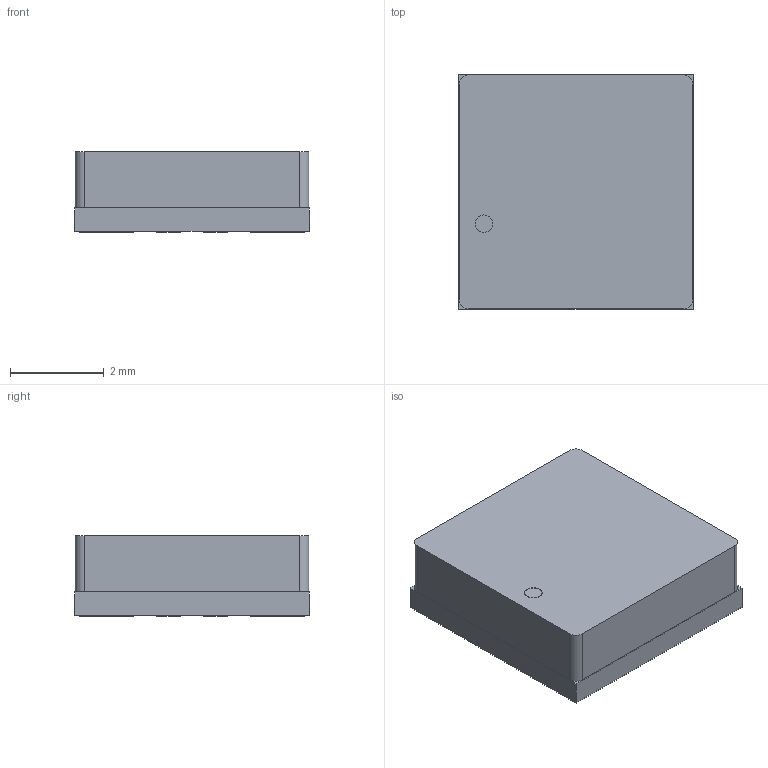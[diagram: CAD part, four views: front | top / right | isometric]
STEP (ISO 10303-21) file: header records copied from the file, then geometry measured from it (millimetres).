
FILE_DESCRIPTION (( 'STEP AP214' ), '1' );
FILE_NAME ('LGA-16_L5.0-W5.0-P1.STEP', '2022-01-20T13:49:08', ( '' ), ( '' ), 'SwSTEP 2.0', 'SolidWorks 2018', '' );
FILE_SCHEMA (( 'AUTOMOTIVE_DESIGN' ));
Length unit declared in the file: millimetre
Products named in the file (1): LGA-16_L5.0-W5.0-P1
Bounding box: 5 x 5 x 1.72 mm (x, y, z)
Volume: 42.3 mm3; surface area: 84.4 mm2
Topology: 1 solids, 1 shells, 166 faces, 417 edges, 278 vertices
Faces by surface type: plane 144, bspline 16, cylinder 6
Entity records: 7006 total; most frequent: CARTESIAN_POINT 1918, ORIENTED_EDGE 834, DIRECTION 699, EDGE_CURVE 417, VECTOR 373, LINE 373, VERTEX_POINT 278, EDGE_LOOP 191
